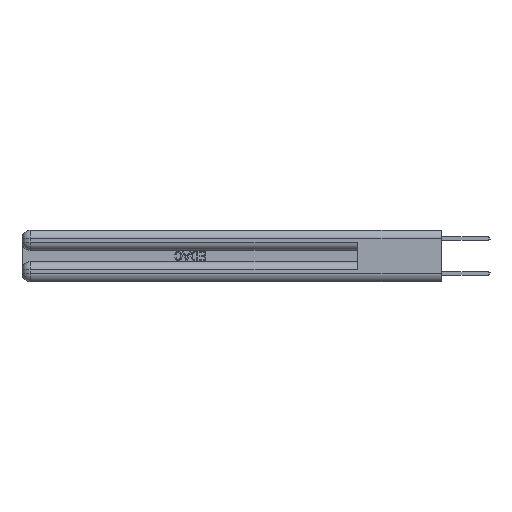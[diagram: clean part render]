
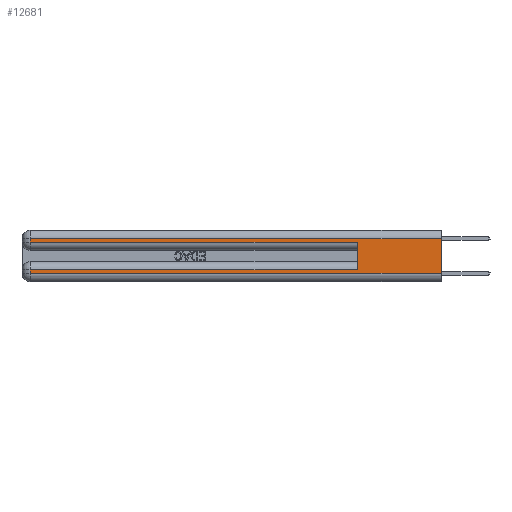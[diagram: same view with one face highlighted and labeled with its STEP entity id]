
A CAD part, left-side view. The second image highlights one B-rep face of the part: STEP entity #12681.
In plain terms, the highlighted planar face has unit normal (-1, 0, 0).
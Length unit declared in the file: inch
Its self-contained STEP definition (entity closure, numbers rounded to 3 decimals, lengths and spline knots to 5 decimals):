
#655 = CARTESIAN_POINT ( 'NONE',  ( 0., 0., 0.31 ) ) ;
#1088 = ORIENTED_EDGE ( 'NONE', *, *, #2758, .T. ) ;
#1295 = CARTESIAN_POINT ( 'NONE',  ( 0., 2.94, 0.285 ) ) ;
#1763 = EDGE_CURVE ( 'NONE', #16008, #9201, #5771, .T. ) ;
#2470 = ORIENTED_EDGE ( 'NONE', *, *, #8766, .F. ) ;
#2600 = VERTEX_POINT ( 'NONE', #8397 ) ;
#2758 = EDGE_CURVE ( 'NONE', #31092, #2600, #20116, .T. ) ;
#3209 = CARTESIAN_POINT ( 'NONE',  ( 0., 0.6, 0.145 ) ) ;
#3315 = CARTESIAN_POINT ( 'NONE',  ( 0., 0., 0.06 ) ) ;
#3455 = DIRECTION ( 'NONE',  ( 0., -1., 0. ) ) ;
#3635 = PLANE ( 'NONE',  #27594 ) ;
#4812 = EDGE_CURVE ( 'NONE', #21202, #16008, #28674, .T. ) ;
#5630 = VERTEX_POINT ( 'NONE', #1295 ) ;
#5765 = EDGE_LOOP ( 'NONE', ( #9508, #1088, #9992, #26249, #2470, #20907, #18842, #30796 ) ) ;
#5771 = LINE ( 'NONE', #25659, #23763 ) ;
#5979 = DIRECTION ( 'NONE',  ( 0., 0., -1. ) ) ;
#5994 = CARTESIAN_POINT ( 'NONE',  ( 0., 2.94, 0.085 ) ) ;
#7531 = DIRECTION ( 'NONE',  ( 0., 1., 0. ) ) ;
#7550 = DIRECTION ( 'NONE',  ( 0., -1., 0. ) ) ;
#7967 = EDGE_CURVE ( 'NONE', #5630, #30787, #27649, .T. ) ;
#8397 = CARTESIAN_POINT ( 'NONE',  ( 0., 2.94, 0.31 ) ) ;
#8766 = EDGE_CURVE ( 'NONE', #13229, #30787, #28026, .T. ) ;
#9201 = VERTEX_POINT ( 'NONE', #3315 ) ;
#9235 = CARTESIAN_POINT ( 'NONE',  ( 0., 0., 0.37 ) ) ;
#9508 = ORIENTED_EDGE ( 'NONE', *, *, #25440, .F. ) ;
#9992 = ORIENTED_EDGE ( 'NONE', *, *, #31335, .T. ) ;
#10646 = DIRECTION ( 'NONE',  ( 0., 0., 1. ) ) ;
#10821 = VECTOR ( 'NONE', #7531, 39.37008 ) ;
#12681 = ADVANCED_FACE ( 'NONE', ( #23718 ), #3635, .F. ) ;
#13229 = VERTEX_POINT ( 'NONE', #28729 ) ;
#13515 = CARTESIAN_POINT ( 'NONE',  ( 0., 0., 0.37 ) ) ;
#16008 = VERTEX_POINT ( 'NONE', #18661 ) ;
#16079 = CARTESIAN_POINT ( 'NONE',  ( 0., 0., 0.285 ) ) ;
#16259 = DIRECTION ( 'NONE',  ( 0., 0., -1. ) ) ;
#16405 = VECTOR ( 'NONE', #24313, 39.37008 ) ;
#17528 = VECTOR ( 'NONE', #19035, 39.37008 ) ;
#18356 = EDGE_CURVE ( 'NONE', #13229, #21202, #19848, .T. ) ;
#18661 = CARTESIAN_POINT ( 'NONE',  ( 0., 2.94, 0.06 ) ) ;
#18842 = ORIENTED_EDGE ( 'NONE', *, *, #4812, .T. ) ;
#19035 = DIRECTION ( 'NONE',  ( 0., 0., -1. ) ) ;
#19143 = VECTOR ( 'NONE', #7550, 39.37008 ) ;
#19486 = VECTOR ( 'NONE', #5979, 39.37008 ) ;
#19848 = LINE ( 'NONE', #29754, #10821 ) ;
#20116 = LINE ( 'NONE', #655, #24863 ) ;
#20907 = ORIENTED_EDGE ( 'NONE', *, *, #18356, .T. ) ;
#21202 = VERTEX_POINT ( 'NONE', #5994 ) ;
#23311 = CARTESIAN_POINT ( 'NONE',  ( 0., 0.6, 0.285 ) ) ;
#23563 = DIRECTION ( 'NONE',  ( 1., 0., 0. ) ) ;
#23628 = CARTESIAN_POINT ( 'NONE',  ( 0., 2.94, 0.37 ) ) ;
#23718 = FACE_OUTER_BOUND ( 'NONE', #5765, .T. ) ;
#23763 = VECTOR ( 'NONE', #3455, 39.37008 ) ;
#24313 = DIRECTION ( 'NONE',  ( 0., 0., -1. ) ) ;
#24863 = VECTOR ( 'NONE', #25140, 39.37008 ) ;
#25055 = VECTOR ( 'NONE', #10646, 39.37008 ) ;
#25140 = DIRECTION ( 'NONE',  ( 0., 1., 0. ) ) ;
#25440 = EDGE_CURVE ( 'NONE', #31092, #9201, #28711, .T. ) ;
#25659 = CARTESIAN_POINT ( 'NONE',  ( 0., 0., 0.06 ) ) ;
#26249 = ORIENTED_EDGE ( 'NONE', *, *, #7967, .T. ) ;
#27332 = CARTESIAN_POINT ( 'NONE',  ( 0., 0., 0.31 ) ) ;
#27594 = AXIS2_PLACEMENT_3D ( 'NONE', #13515, #23563, #16259 ) ;
#27649 = LINE ( 'NONE', #16079, #19143 ) ;
#28026 = LINE ( 'NONE', #3209, #25055 ) ;
#28674 = LINE ( 'NONE', #23628, #19486 ) ;
#28711 = LINE ( 'NONE', #9235, #16405 ) ;
#28729 = CARTESIAN_POINT ( 'NONE',  ( 0., 0.6, 0.085 ) ) ;
#29599 = CARTESIAN_POINT ( 'NONE',  ( 0., 2.94, 0.37 ) ) ;
#29754 = CARTESIAN_POINT ( 'NONE',  ( 0., 0., 0.085 ) ) ;
#30787 = VERTEX_POINT ( 'NONE', #23311 ) ;
#30796 = ORIENTED_EDGE ( 'NONE', *, *, #1763, .T. ) ;
#31092 = VERTEX_POINT ( 'NONE', #27332 ) ;
#31335 = EDGE_CURVE ( 'NONE', #2600, #5630, #31996, .T. ) ;
#31996 = LINE ( 'NONE', #29599, #17528 ) ;
